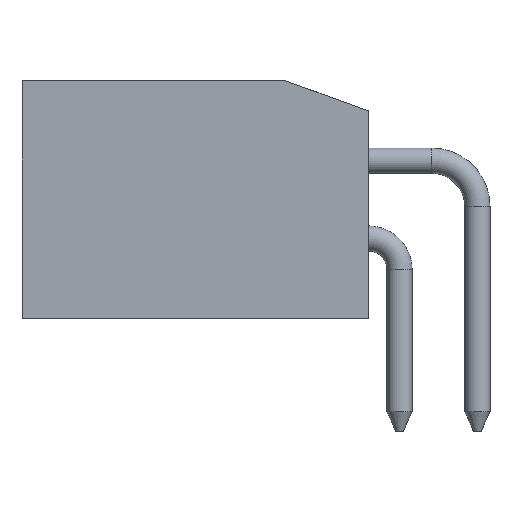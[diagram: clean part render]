
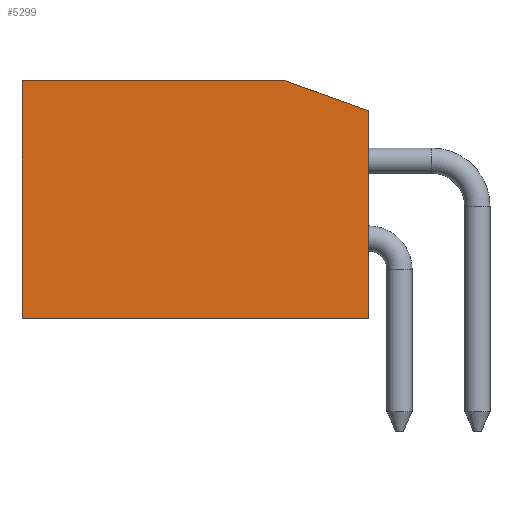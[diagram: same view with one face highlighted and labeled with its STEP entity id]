
A CAD part, left-side view. The second image highlights one B-rep face of the part: STEP entity #5299.
In plain terms, the highlighted planar face has unit normal (-1, 0, 0).
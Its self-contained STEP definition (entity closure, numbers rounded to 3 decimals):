
#13=DIRECTION('',(0.,0.,-1.));
#14=VECTOR('',#13,6.1);
#15=CARTESIAN_POINT('',(-6.3,8.7,3.05));
#16=LINE('',#15,#14);
#197=DIRECTION('',(0.,0.94,0.342));
#198=VECTOR('',#197,2.259);
#199=CARTESIAN_POINT('',(-6.3,-0.2,2.277));
#200=LINE('',#199,#198);
#1769=DIRECTION('',(0.,1.,0.));
#1770=VECTOR('',#1769,8.9);
#1771=CARTESIAN_POINT('',(-6.3,-0.2,-3.05));
#1772=LINE('',#1771,#1770);
#1773=DIRECTION('',(0.,-1.,0.));
#1774=VECTOR('',#1773,6.777);
#1775=CARTESIAN_POINT('',(-6.3,8.7,3.05));
#1776=LINE('',#1775,#1774);
#1789=DIRECTION('',(0.,0.,1.));
#1790=VECTOR('',#1789,5.327);
#1791=CARTESIAN_POINT('',(-6.3,-0.2,-3.05));
#1792=LINE('',#1791,#1790);
#2131=CARTESIAN_POINT('',(-6.3,8.7,3.05));
#2132=VERTEX_POINT('',#2131);
#2133=CARTESIAN_POINT('',(-6.3,8.7,-3.05));
#2134=VERTEX_POINT('',#2133);
#2245=CARTESIAN_POINT('',(-6.3,1.923,3.05));
#2246=VERTEX_POINT('',#2245);
#2443=CARTESIAN_POINT('',(-6.3,-0.2,-3.05));
#2444=VERTEX_POINT('',#2443);
#2695=CARTESIAN_POINT('',(-6.3,-0.2,2.277));
#2696=VERTEX_POINT('',#2695);
#5286=CARTESIAN_POINT('',(-6.3,0.,-3.05));
#5287=DIRECTION('',(-1.,0.,0.));
#5288=DIRECTION('',(0.,0.,1.));
#5289=AXIS2_PLACEMENT_3D('',#5286,#5287,#5288);
#5290=PLANE('',#5289);
#5291=ORIENTED_EDGE('',*,*,#3027,.F.);
#5293=ORIENTED_EDGE('',*,*,#5292,.F.);
#5294=ORIENTED_EDGE('',*,*,#4342,.T.);
#5295=ORIENTED_EDGE('',*,*,#2724,.F.);
#5296=ORIENTED_EDGE('',*,*,#3420,.T.);
#5297=EDGE_LOOP('',(#5291,#5293,#5294,#5295,#5296));
#5298=FACE_OUTER_BOUND('',#5297,.F.);
#2724=EDGE_CURVE('',#2132,#2134,#16,.T.);
#3027=EDGE_CURVE('',#2696,#2246,#200,.T.);
#3420=EDGE_CURVE('',#2132,#2246,#1776,.T.);
#4342=EDGE_CURVE('',#2444,#2134,#1772,.T.);
#5292=EDGE_CURVE('',#2444,#2696,#1792,.T.);
#5299=ADVANCED_FACE('',(#5298),#5290,.T.);
